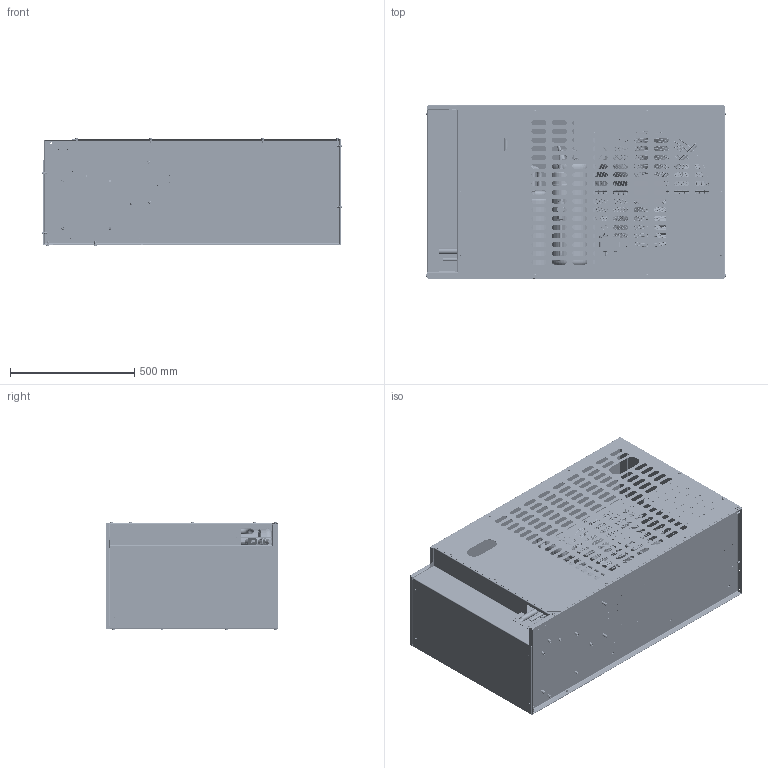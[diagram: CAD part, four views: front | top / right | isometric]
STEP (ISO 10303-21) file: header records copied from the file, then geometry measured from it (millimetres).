
FILE_DESCRIPTION((''),'2;1');
FILE_NAME('115F0254_ASM','2023-04-04T14:52:28',('U375483'),('DANFOSS COMMERCIAL COMPRESSOR'),'CREO PARAMETRIC BY PTC INC, 2022124','CREO PARAMETRIC BY PTC INC, 2022124','');
FILE_SCHEMA(('CONFIG_CONTROL_DESIGN'));
Products named in the file (115): 193U3049; 193U5076; 193U3049_ASM; MT44-64-1VM; 6804503V04; 6804505V07; 191U124507P01; 193U5105; 191U124507P01_ASM; 191U124507P02; 191U124507P00_ASM; 021F0138; BOSS-EXTRUDE12B; BOSS-EXTRUDE8; 119-8254_FAN_MOTOR_ASM; REVOLVE1_1B; CIRPATTERN7_2_B; REVOLVE1_10_B; REVOLVE1_7_B; REVOLVE1_9_B; REVOLVE1_3_B; REVOLVE1_12_B; CIRPATTERN8_3_B; CIRPATTERN8_1_B; CIRPATTERN7_1_B; SWEEP1-221179B; REVOLVE1_8_B; SWEEP3B; REVOLVE1_14_B; CIRPATTERN9B; CIRPATTERN7_3_B; REVOLVE1_5_B; REVOLVE1_4_B; REVOLVE1_13_B; REVOLVE1_11_B; REVOLVE1_15_B; REVOLVE1_6_B; REVOLVE1_2_B; REVOLVE1_16_B; CIRPATTERN8_2_B ...
Assembly tree (180 placements, depth 5):
  115F0254_ASM
    193U3049_ASM
      193U3049
      193U5076  x8
    MT44-64-1VM
    6804503V04
    6804505V07
    191U124507P00_ASM
      191U124507P01_ASM
        191U124507P01
        193U5105  x5
      191U124507P02
    021F0138
    119-8254_ASM
      119-8254_FAN_MOTOR_ASM
        BOSS-EXTRUDE12B
        BOSS-EXTRUDE8
      119-8254_FAN_GRILL_ASM
        REVOLVE1_1B
        CIRPATTERN7_2_B
        REVOLVE1_10_B
        REVOLVE1_7_B
        REVOLVE1_9_B
        REVOLVE1_3_B
        REVOLVE1_12_B
        CIRPATTERN8_3_B
        CIRPATTERN8_1_B
        CIRPATTERN7_1_B
        SWEEP1-221179B
        REVOLVE1_8_B
        SWEEP3B
        REVOLVE1_14_B
        CIRPATTERN9B
        CIRPATTERN7_3_B
        REVOLVE1_5_B
        REVOLVE1_4_B
        REVOLVE1_13_B
        REVOLVE1_11_B
        REVOLVE1_15_B
        REVOLVE1_6_B
        REVOLVE1_2_B
        REVOLVE1_16_B
        CIRPATTERN8_2_B
      119-8254_FAN_BLADE
    193U3034
    118U601108
    6804501V06_
    191U165525_ASM
      LOFT-THIN1
      _PORCA_FORJADA_1-2_-_FIL-170001
    023Z8044
    014L0075
    191U161338
    060-105667  x2
    060-509466
    191U163526
    193U3028
    191U035207_ASM
      SEX322_STECK_BOTTOM_AF2
      DIN_RAIL_200MM_BR  x2
Bounding box: 1204 x 695 x 437.4 mm (x, y, z)
Volume: 13499414.7 mm3; surface area: 12187144.4 mm2
Topology: 171 solids, 199 shells, 10083 faces, 25779 edges, 16419 vertices
Faces by surface type: plane 5100, cylinder 2959, cone 784, torus 669, bspline 302, extrusion 171, sphere 96, revolution 2
Entity records: 298271 total; most frequent: CARTESIAN_POINT 91873, ORIENTED_EDGE 42750, DIRECTION 42260, EDGE_CURVE 21407, AXIS2_PLACEMENT_3D 14881, VERTEX_POINT 13689, VECTOR 12496, LINE 12325
